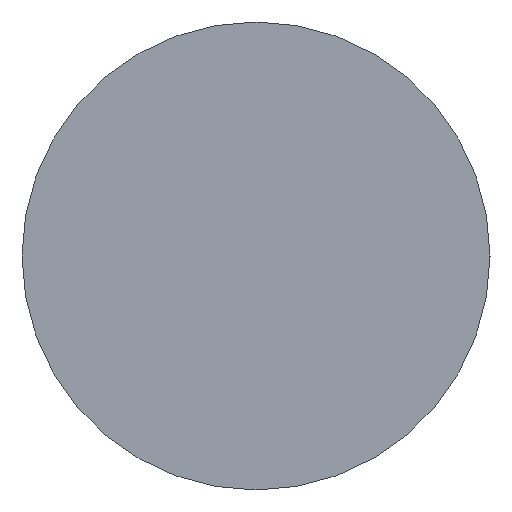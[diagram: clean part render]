
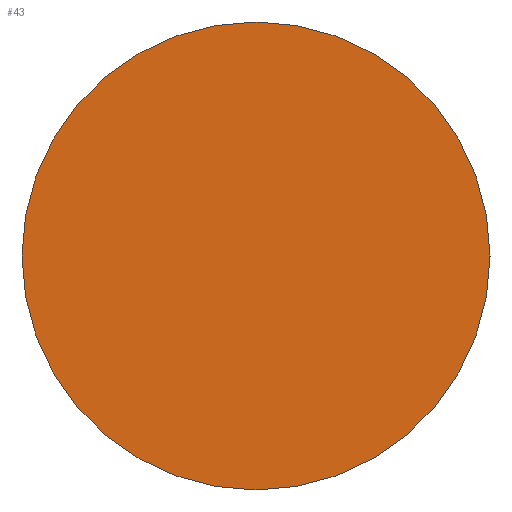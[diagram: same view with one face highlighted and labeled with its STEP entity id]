
A CAD part, left-side view. The second image highlights one B-rep face of the part: STEP entity #43.
In plain terms, the highlighted planar face has unit normal (-1, 0, 0).
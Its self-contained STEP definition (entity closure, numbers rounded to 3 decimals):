
#14=ORIENTED_EDGE('',*,*,#20,.F.);
#20=EDGE_CURVE('',#23,#23,#26,.T.);
#23=VERTEX_POINT('',#78);
#26=CIRCLE('',#53,1.);
#29=EDGE_LOOP('',(#14));
#35=FACE_BOUND('',#29,.T.);
#41=PLANE('',#52);
#43=ADVANCED_FACE('',(#35),#41,.F.);
#52=AXIS2_PLACEMENT_3D('',#76,#61,#62);
#53=AXIS2_PLACEMENT_3D('',#77,#63,#64);
#61=DIRECTION('',(1.,0.,0.));
#62=DIRECTION('',(0.,0.,1.));
#63=DIRECTION('',(1.,0.,0.));
#64=DIRECTION('',(0.,0.,1.));
#76=CARTESIAN_POINT('',(7.005,11.842,11.201));
#77=CARTESIAN_POINT('',(7.005,11.842,11.201));
#78=CARTESIAN_POINT('',(7.005,11.842,12.201));
